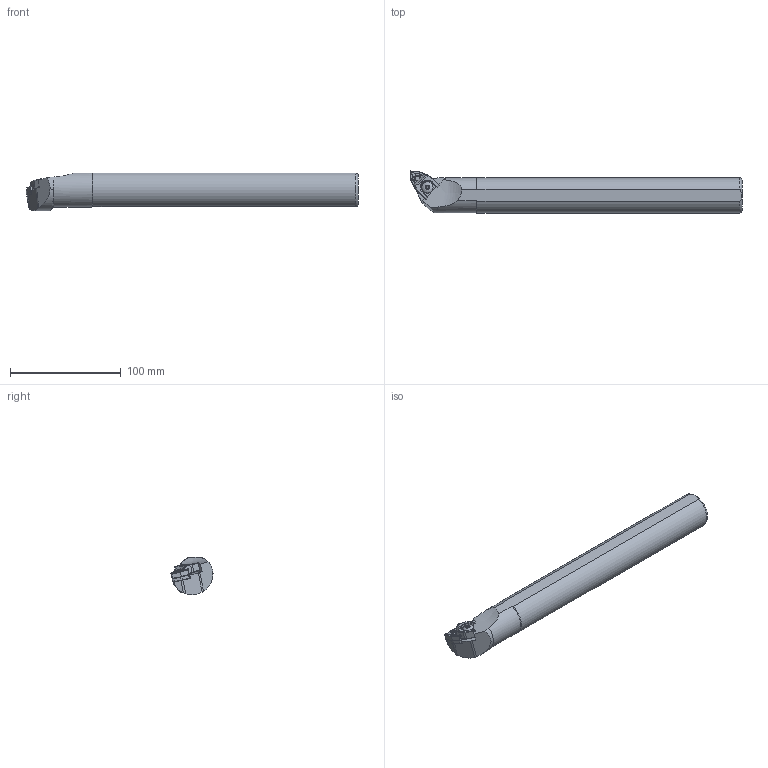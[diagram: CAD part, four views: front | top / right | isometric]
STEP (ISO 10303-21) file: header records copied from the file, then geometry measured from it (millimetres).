
FILE_DESCRIPTION(/* description */ (''),/* implementation_level */ '2;1');
FILE_NAME(/* name */ 'S32T-MWLNL-08-LIGHT.stp',/* time_stamp */ '2023-10-19T11:01:22+03:00',/* author */ (''),/* organization */ (''),/* preprocessor_version */ 'ST-DEVELOPER v19.4',/* originating_system */ 'SIEMENS PLM Software NX2306.3001',/* authorisation */ '');
FILE_SCHEMA (('AUTOMOTIVE_DESIGN { 1 0 10303 214 3 1 1 1 }'));
Length unit declared in the file: millimetre
Products named in the file (1): S32T-MWLNR-08-LIGHT_objects
Bounding box: 300 x 38 x 33.79 mm (x, y, z)
Volume: 227029.9 mm3; surface area: 32765.4 mm2
Topology: 2 solids, 2 shells, 348 faces, 872 edges, 529 vertices
Faces by surface type: plane 124, cylinder 102, cone 44, bspline 42, sphere 18, torus 17, extrusion 1
Full cylindrical faces by diameter (mm): 3.1 x1, 5 x1, 5.1 x1, 5.9 x1, 6.5 x1, 7.3 x1, 10 x1
Entity records: 14069 total; most frequent: CARTESIAN_POINT 3733, ORIENTED_EDGE 1658, DIRECTION 1596, EDGE_CURVE 829, AXIS2_PLACEMENT_3D 621, VERTEX_POINT 522, EDGE_LOOP 389, VECTOR 354
